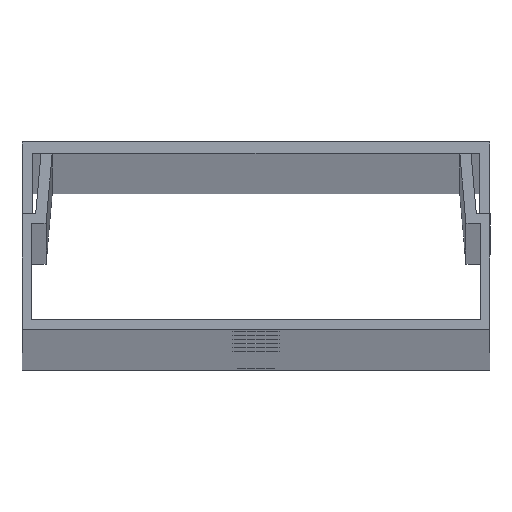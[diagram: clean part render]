
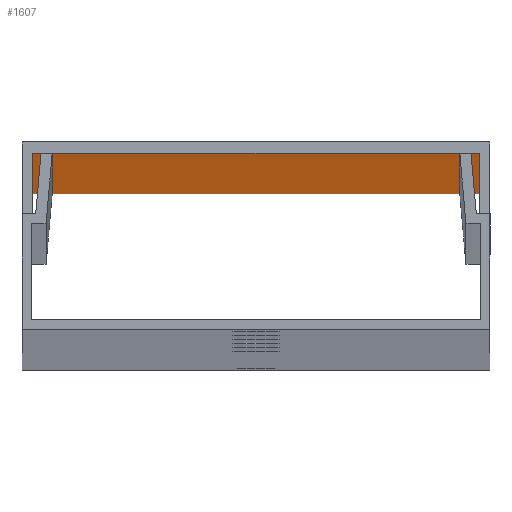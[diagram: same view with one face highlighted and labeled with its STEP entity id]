
A CAD part, top view. The second image highlights one B-rep face of the part: STEP entity #1607.
In plain terms, the highlighted planar face has unit normal (0, -1, 0).
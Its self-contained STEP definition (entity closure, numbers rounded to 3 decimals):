
#47 = EDGE_CURVE ( 'NONE', #488, #182, #1365, .T. ) ;
#76 = DIRECTION ( 'NONE',  ( 0., 0., -1. ) ) ;
#182 = VERTEX_POINT ( 'NONE', #2523 ) ;
#228 = FACE_OUTER_BOUND ( 'NONE', #2680, .T. ) ;
#244 = ORIENTED_EDGE ( 'NONE', *, *, #1760, .F. ) ;
#323 = CARTESIAN_POINT ( 'NONE',  ( 0., 15.045, -1000. ) ) ;
#488 = VERTEX_POINT ( 'NONE', #1544 ) ;
#669 = DIRECTION ( 'NONE',  ( 0., 0., -1. ) ) ;
#739 = CARTESIAN_POINT ( 'NONE',  ( -19.087, 15.045, 1000. ) ) ;
#749 = CARTESIAN_POINT ( 'NONE',  ( -19.087, 15.045, -1000. ) ) ;
#795 = VECTOR ( 'NONE', #2563, 1000. ) ;
#866 = ORIENTED_EDGE ( 'NONE', *, *, #2584, .T. ) ;
#918 = VECTOR ( 'NONE', #1862, 1000. ) ;
#936 = DIRECTION ( 'NONE',  ( 0., 1., 0. ) ) ;
#1122 = CARTESIAN_POINT ( 'NONE',  ( 19.087, 15.045, -1000. ) ) ;
#1282 = ORIENTED_EDGE ( 'NONE', *, *, #2554, .T. ) ;
#1310 = CARTESIAN_POINT ( 'NONE',  ( 19.087, 15.045, 1000. ) ) ;
#1350 = LINE ( 'NONE', #323, #918 ) ;
#1365 = LINE ( 'NONE', #1438, #795 ) ;
#1438 = CARTESIAN_POINT ( 'NONE',  ( 0., 15.045, 1000. ) ) ;
#1544 = CARTESIAN_POINT ( 'NONE',  ( -19.087, 15.045, 1000. ) ) ;
#1578 = PLANE ( 'NONE',  #2359 ) ;
#1602 = VERTEX_POINT ( 'NONE', #1122 ) ;
#1607 = ADVANCED_FACE ( 'NONE', ( #228 ), #1578, .F. ) ;
#1760 = EDGE_CURVE ( 'NONE', #182, #1602, #2366, .T. ) ;
#1862 = DIRECTION ( 'NONE',  ( 1., 0., 0. ) ) ;
#2031 = VECTOR ( 'NONE', #76, 1000. ) ;
#2047 = VERTEX_POINT ( 'NONE', #749 ) ;
#2282 = CARTESIAN_POINT ( 'NONE',  ( 0., 15.045, 1000. ) ) ;
#2359 = AXIS2_PLACEMENT_3D ( 'NONE', #2282, #936, #2503 ) ;
#2366 = LINE ( 'NONE', #1310, #2902 ) ;
#2410 = ORIENTED_EDGE ( 'NONE', *, *, #47, .F. ) ;
#2503 = DIRECTION ( 'NONE',  ( 0., 0., 1. ) ) ;
#2523 = CARTESIAN_POINT ( 'NONE',  ( 19.087, 15.045, 1000. ) ) ;
#2554 = EDGE_CURVE ( 'NONE', #488, #2047, #2651, .T. ) ;
#2563 = DIRECTION ( 'NONE',  ( 1., 0., 0. ) ) ;
#2584 = EDGE_CURVE ( 'NONE', #2047, #1602, #1350, .T. ) ;
#2651 = LINE ( 'NONE', #739, #2031 ) ;
#2680 = EDGE_LOOP ( 'NONE', ( #866, #244, #2410, #1282 ) ) ;
#2902 = VECTOR ( 'NONE', #669, 1000. ) ;
